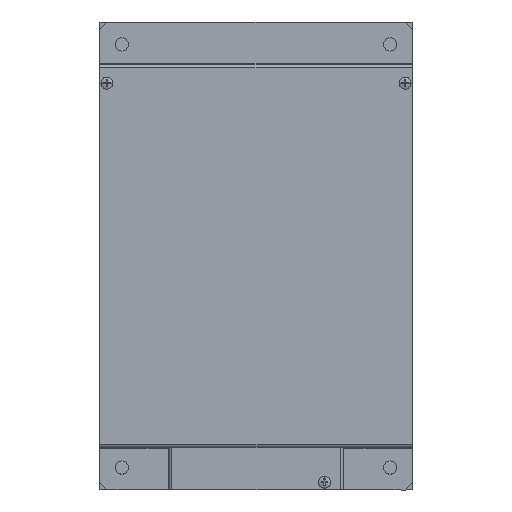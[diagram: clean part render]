
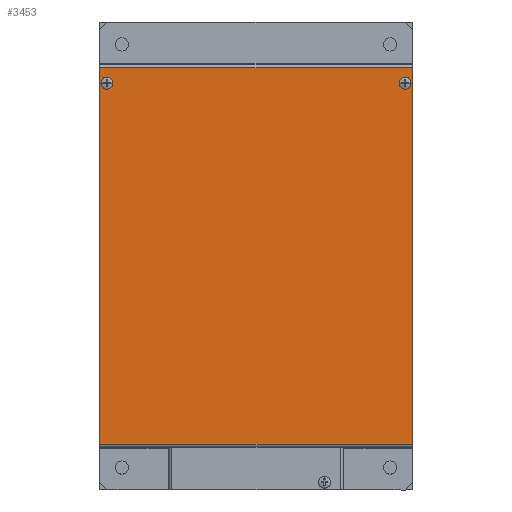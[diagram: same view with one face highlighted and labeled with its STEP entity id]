
A CAD part, front view. The second image highlights one B-rep face of the part: STEP entity #3453.
In plain terms, the highlighted planar face has unit normal (0, -1, 0).
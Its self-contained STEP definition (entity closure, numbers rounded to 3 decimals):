
#16 = VERTEX_POINT ( 'NONE', #2015 ) ;
#39 = VERTEX_POINT ( 'NONE', #2519 ) ;
#173 = FACE_BOUND ( 'NONE', #8330, .T. ) ;
#259 = VERTEX_POINT ( 'NONE', #8177 ) ;
#286 = VERTEX_POINT ( 'NONE', #1837 ) ;
#354 = LINE ( 'NONE', #2610, #3573 ) ;
#619 = AXIS2_PLACEMENT_3D ( 'NONE', #2724, #4669, #826 ) ;
#628 = DIRECTION ( 'NONE',  ( 0., 0., 1. ) ) ;
#736 = CARTESIAN_POINT ( 'NONE',  ( -115.98, -1.4, -98.2 ) ) ;
#826 = DIRECTION ( 'NONE',  ( 0., 0., -1. ) ) ;
#1173 = CARTESIAN_POINT ( 'NONE',  ( 126.4, -1.4, 105. ) ) ;
#1242 = LINE ( 'NONE', #5612, #4458 ) ;
#1268 = VERTEX_POINT ( 'NONE', #3643 ) ;
#1281 = DIRECTION ( 'NONE',  ( 0., -1., 0. ) ) ;
#1315 = CARTESIAN_POINT ( 'NONE',  ( -115.98, -1.4, -101.8 ) ) ;
#1342 = DIRECTION ( 'NONE',  ( 0., 0., -1. ) ) ;
#1492 = EDGE_CURVE ( 'NONE', #16, #39, #1242, .T. ) ;
#1652 = AXIS2_PLACEMENT_3D ( 'NONE', #5139, #1281, #5765 ) ;
#1837 = CARTESIAN_POINT ( 'NONE',  ( 126.4, -1.4, 105. ) ) ;
#1860 = AXIS2_PLACEMENT_3D ( 'NONE', #8347, #4481, #628 ) ;
#1977 = CARTESIAN_POINT ( 'NONE',  ( -127., -1.4, 105. ) ) ;
#2015 = CARTESIAN_POINT ( 'NONE',  ( 126.4, -1.4, -105. ) ) ;
#2185 = VECTOR ( 'NONE', #3090, 1000. ) ;
#2301 = EDGE_CURVE ( 'NONE', #5096, #1268, #5024, .T. ) ;
#2306 = EDGE_LOOP ( 'NONE', ( #7726, #4554, #7400, #5431 ) ) ;
#2519 = CARTESIAN_POINT ( 'NONE',  ( -126.4, -1.4, -105. ) ) ;
#2604 = CARTESIAN_POINT ( 'NONE',  ( -115.98, -1.4, -100. ) ) ;
#2610 = CARTESIAN_POINT ( 'NONE',  ( -126.4, -1.4, -105. ) ) ;
#2724 = CARTESIAN_POINT ( 'NONE',  ( -115.98, -1.4, 100. ) ) ;
#2832 = EDGE_CURVE ( 'NONE', #6953, #5422, #7603, .T. ) ;
#2974 = AXIS2_PLACEMENT_3D ( 'NONE', #1977, #5187, #1342 ) ;
#3090 = DIRECTION ( 'NONE',  ( 0., 0., 1. ) ) ;
#3245 = DIRECTION ( 'NONE',  ( 0., 0., 1. ) ) ;
#3320 = AXIS2_PLACEMENT_3D ( 'NONE', #2604, #7060, #3245 ) ;
#3453 = ADVANCED_FACE ( 'NONE', ( #173, #3786, #7000 ), #7739, .T. ) ;
#3510 = ORIENTED_EDGE ( 'NONE', *, *, #2832, .F. ) ;
#3573 = VECTOR ( 'NONE', #7697, 1000. ) ;
#3643 = CARTESIAN_POINT ( 'NONE',  ( -115.98, -1.4, 101.8 ) ) ;
#3666 = DIRECTION ( 'NONE',  ( -1., 0., 0. ) ) ;
#3729 = EDGE_LOOP ( 'NONE', ( #3991, #7799 ) ) ;
#3786 = FACE_BOUND ( 'NONE', #3729, .T. ) ;
#3873 = CIRCLE ( 'NONE', #1860, 1.8 ) ;
#3991 = ORIENTED_EDGE ( 'NONE', *, *, #2301, .F. ) ;
#4396 = EDGE_CURVE ( 'NONE', #259, #39, #354, .T. ) ;
#4458 = VECTOR ( 'NONE', #8252, 1000. ) ;
#4478 = LINE ( 'NONE', #8183, #5774 ) ;
#4481 = DIRECTION ( 'NONE',  ( 0., -1., 0. ) ) ;
#4554 = ORIENTED_EDGE ( 'NONE', *, *, #4396, .T. ) ;
#4655 = CARTESIAN_POINT ( 'NONE',  ( -115.98, -1.4, 98.2 ) ) ;
#4669 = DIRECTION ( 'NONE',  ( 0., -1., 0. ) ) ;
#5024 = CIRCLE ( 'NONE', #619, 1.8 ) ;
#5096 = VERTEX_POINT ( 'NONE', #4655 ) ;
#5139 = CARTESIAN_POINT ( 'NONE',  ( -115.98, -1.4, 100. ) ) ;
#5187 = DIRECTION ( 'NONE',  ( 0., -1., 0. ) ) ;
#5422 = VERTEX_POINT ( 'NONE', #1315 ) ;
#5431 = ORIENTED_EDGE ( 'NONE', *, *, #7776, .T. ) ;
#5612 = CARTESIAN_POINT ( 'NONE',  ( -127., -1.4, -105. ) ) ;
#5765 = DIRECTION ( 'NONE',  ( 0., 0., -1. ) ) ;
#5774 = VECTOR ( 'NONE', #3666, 1000. ) ;
#6151 = ORIENTED_EDGE ( 'NONE', *, *, #6806, .F. ) ;
#6276 = CIRCLE ( 'NONE', #1652, 1.8 ) ;
#6806 = EDGE_CURVE ( 'NONE', #5422, #6953, #3873, .T. ) ;
#6953 = VERTEX_POINT ( 'NONE', #736 ) ;
#7000 = FACE_OUTER_BOUND ( 'NONE', #2306, .T. ) ;
#7060 = DIRECTION ( 'NONE',  ( 0., -1., 0. ) ) ;
#7066 = LINE ( 'NONE', #1173, #2185 ) ;
#7400 = ORIENTED_EDGE ( 'NONE', *, *, #1492, .F. ) ;
#7603 = CIRCLE ( 'NONE', #3320, 1.8 ) ;
#7697 = DIRECTION ( 'NONE',  ( 0., 0., -1. ) ) ;
#7720 = EDGE_CURVE ( 'NONE', #286, #259, #4478, .T. ) ;
#7726 = ORIENTED_EDGE ( 'NONE', *, *, #7720, .T. ) ;
#7739 = PLANE ( 'NONE',  #2974 ) ;
#7776 = EDGE_CURVE ( 'NONE', #16, #286, #7066, .T. ) ;
#7799 = ORIENTED_EDGE ( 'NONE', *, *, #7868, .F. ) ;
#7868 = EDGE_CURVE ( 'NONE', #1268, #5096, #6276, .T. ) ;
#8177 = CARTESIAN_POINT ( 'NONE',  ( -126.4, -1.4, 105. ) ) ;
#8183 = CARTESIAN_POINT ( 'NONE',  ( -127., -1.4, 105. ) ) ;
#8252 = DIRECTION ( 'NONE',  ( -1., 0., 0. ) ) ;
#8330 = EDGE_LOOP ( 'NONE', ( #6151, #3510 ) ) ;
#8347 = CARTESIAN_POINT ( 'NONE',  ( -115.98, -1.4, -100. ) ) ;
